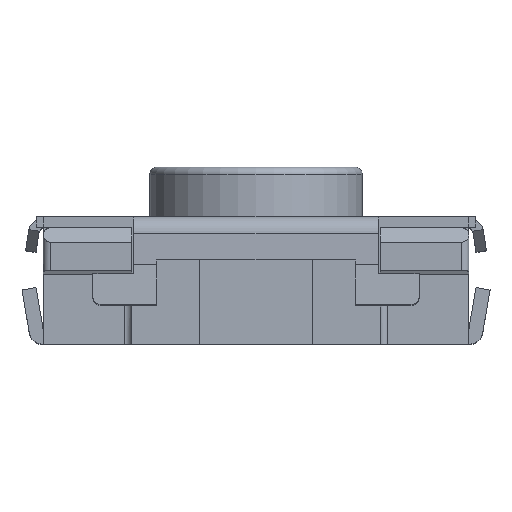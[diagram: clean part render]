
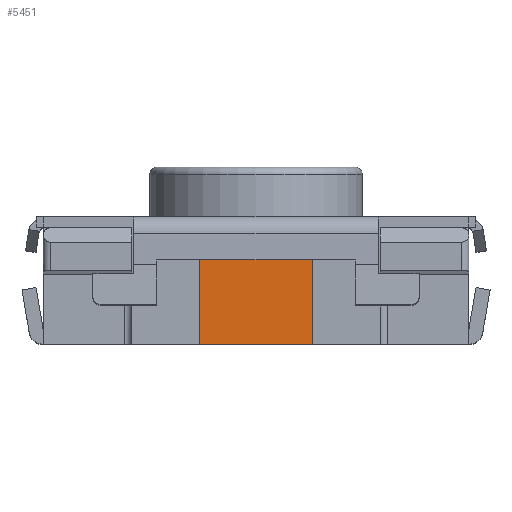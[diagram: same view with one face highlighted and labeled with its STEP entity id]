
A CAD part, top view. The second image highlights one B-rep face of the part: STEP entity #5451.
In plain terms, the highlighted planar face has unit normal (0, 0, 1).
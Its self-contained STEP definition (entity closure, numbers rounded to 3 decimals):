
#158 = EDGE_CURVE ( 'NONE', #1614, #1579, #3473, .T. ) ;
#556 = VECTOR ( 'NONE', #1027, 1000. ) ;
#673 = CARTESIAN_POINT ( 'NONE',  ( -0.8, 0., 2.7 ) ) ;
#705 = CARTESIAN_POINT ( 'NONE',  ( -0.8, 1.65, 2.7 ) ) ;
#725 = CARTESIAN_POINT ( 'NONE',  ( 0.8, 1.65, 2.7 ) ) ;
#1026 = CARTESIAN_POINT ( 'NONE',  ( 0.8, 1.65, 2.7 ) ) ;
#1027 = DIRECTION ( 'NONE',  ( -1., 0., 0. ) ) ;
#1579 = VERTEX_POINT ( 'NONE', #705 ) ;
#1595 = VERTEX_POINT ( 'NONE', #673 ) ;
#1614 = VERTEX_POINT ( 'NONE', #725 ) ;
#1658 = VERTEX_POINT ( 'NONE', #4434 ) ;
#1883 = EDGE_LOOP ( 'NONE', ( #2157, #2158, #2156, #2159 ) ) ;
#2156 = ORIENTED_EDGE ( 'NONE', *, *, #2757, .F. ) ;
#2157 = ORIENTED_EDGE ( 'NONE', *, *, #2746, .T. ) ;
#2158 = ORIENTED_EDGE ( 'NONE', *, *, #158, .T. ) ;
#2159 = ORIENTED_EDGE ( 'NONE', *, *, #2842, .F. ) ;
#2746 = EDGE_CURVE ( 'NONE', #1658, #1614, #3756, .T. ) ;
#2757 = EDGE_CURVE ( 'NONE', #1595, #1579, #3765, .T. ) ;
#2842 = EDGE_CURVE ( 'NONE', #1658, #1595, #3849, .T. ) ;
#3473 = LINE ( 'NONE', #1026, #556 ) ;
#3756 = LINE ( 'NONE', #4931, #4320 ) ;
#3765 = LINE ( 'NONE', #4956, #4335 ) ;
#3849 = LINE ( 'NONE', #5276, #5643 ) ;
#3982 = FACE_OUTER_BOUND ( 'NONE', #1883, .T. ) ;
#4320 = VECTOR ( 'NONE', #4932, 1000. ) ;
#4335 = VECTOR ( 'NONE', #4957, 1000. ) ;
#4434 = CARTESIAN_POINT ( 'NONE',  ( 0.8, 0., 2.7 ) ) ;
#4931 = CARTESIAN_POINT ( 'NONE',  ( 0.8, 0., 2.7 ) ) ;
#4932 = DIRECTION ( 'NONE',  ( 0., 1., 0. ) ) ;
#4956 = CARTESIAN_POINT ( 'NONE',  ( -0.8, 0., 2.7 ) ) ;
#4957 = DIRECTION ( 'NONE',  ( 0., 1., 0. ) ) ;
#5276 = CARTESIAN_POINT ( 'NONE',  ( -0.8, 0., 2.7 ) ) ;
#5277 = DIRECTION ( 'NONE',  ( -1., 0., 0. ) ) ;
#5451 = ADVANCED_FACE ( 'NONE', ( #3982 ), #6141, .F. ) ;
#5643 = VECTOR ( 'NONE', #5277, 1000. ) ;
#5784 = AXIS2_PLACEMENT_3D ( 'NONE', #6142, #6143, #6144 ) ;
#6141 = PLANE ( 'NONE',  #5784 ) ;
#6142 = CARTESIAN_POINT ( 'NONE',  ( -0.8, 0., 2.7 ) ) ;
#6143 = DIRECTION ( 'NONE',  ( 0., 0., -1. ) ) ;
#6144 = DIRECTION ( 'NONE',  ( -1., 0., 0. ) ) ;
